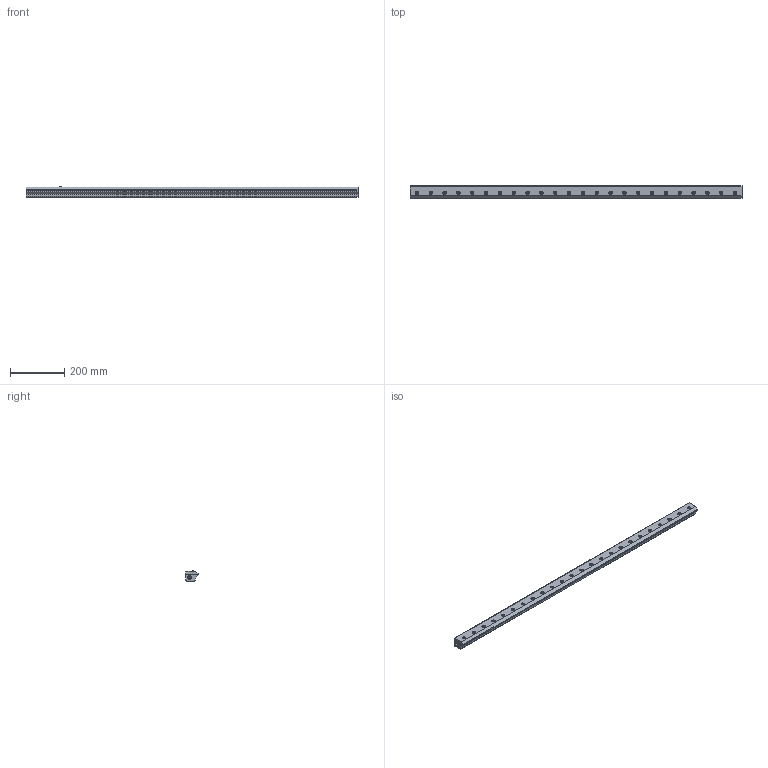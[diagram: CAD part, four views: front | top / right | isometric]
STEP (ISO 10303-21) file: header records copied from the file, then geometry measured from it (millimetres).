
FILE_DESCRIPTION((''),'2;1');
FILE_NAME('110048.stp','2013-05-29T12:14:47',('dan preston'),(''),'Autodesk Inventor 2012','Autodesk Inventor 2012','');
FILE_SCHEMA(('AUTOMOTIVE_DESIGN { 1 0 10303 214 1 1 1 1 }'));
Length unit declared in the file: inch
Products named in the file (23): 110048; 1100481; 1100482; 1100483; 1100486; 1100487; 1100488; 1100489; 11004810; 11004811; 11004812; 11004813; 11004814; 11004815; 11004816; 11004817; 11004818; 11004819; 11004820; 11004821; 11004822; 11004823; 11004824
Assembly tree (22 placements, depth 2):
  110048
    1100481
    1100482
    1100483
    1100486
    1100487
    1100488
    1100489
    11004810
    11004811
    11004812
    11004813
    11004814
    11004815
    11004816
    11004817
    11004818
    11004819
    11004820
    11004821
    11004822
    11004823
    11004824
Bounding box: 1219.2 x 44.44 x 36.87 mm (x, y, z)
Volume: 1676192.8 mm3; surface area: 317616.3 mm2
Topology: 22 solids, 22 shells, 413 faces, 904 edges, 604 vertices
Faces by surface type: plane 244, cylinder 121, cone 28, bspline 20
Full cylindrical faces by diameter (mm): 5.105 x24, 6.35 x20, 7.163 x24, 10.999 x4, 11.1 x20, 11.113 x1, 12.7 x25
Entity records: 11786 total; most frequent: CARTESIAN_POINT 2576, DIRECTION 1852, ORIENTED_EDGE 1372, EDGE_LOOP 746, AXIS2_PLACEMENT_3D 728, EDGE_CURVE 686, VERTEX_POINT 552, FACE_OUTER_BOUND 413
